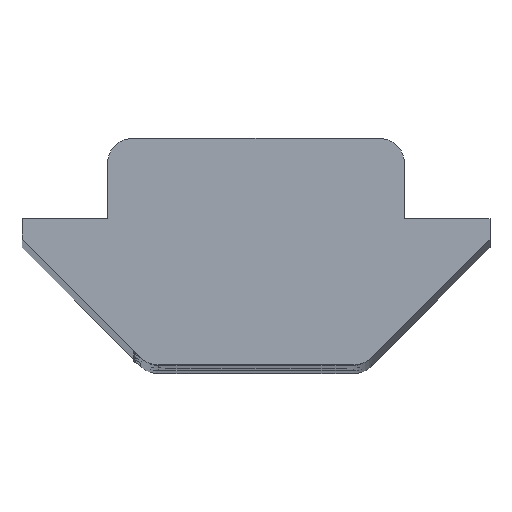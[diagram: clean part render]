
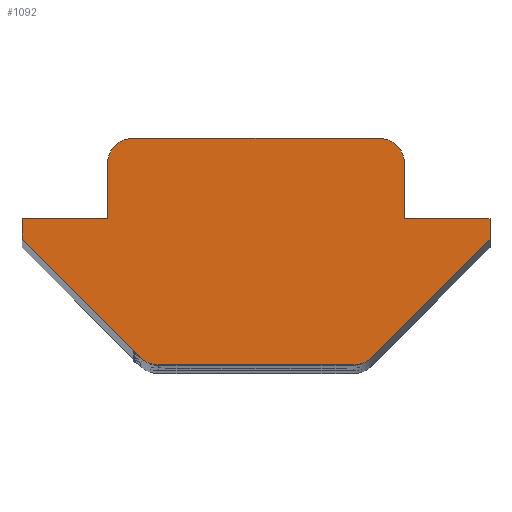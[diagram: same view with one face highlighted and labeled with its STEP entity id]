
A CAD part, top view. The second image highlights one B-rep face of the part: STEP entity #1092.
In plain terms, the highlighted planar face has unit normal (0, 0, 1).
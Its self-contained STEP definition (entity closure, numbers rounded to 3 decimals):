
#61 = ORIENTED_EDGE ( 'NONE', *, *, #9474, .T. ) ;
#105 = ORIENTED_EDGE ( 'NONE', *, *, #10988, .F. ) ;
#150 = VECTOR ( 'NONE', #8888, 1000. ) ;
#189 = CARTESIAN_POINT ( 'NONE',  ( 4.65, 0.65, 50. ) ) ;
#272 = ORIENTED_EDGE ( 'NONE', *, *, #14793, .F. ) ;
#355 = CARTESIAN_POINT ( 'NONE',  ( 0., -2.25, 50. ) ) ;
#475 = CIRCLE ( 'NONE', #15453, 0.5 ) ;
#494 = DIRECTION ( 'NONE',  ( 1., 0., 0. ) ) ;
#555 = CARTESIAN_POINT ( 'NONE',  ( -2.296, -2.104, 50. ) ) ;
#697 = CARTESIAN_POINT ( 'NONE',  ( 4.65, 0.25, 50. ) ) ;
#726 = VECTOR ( 'NONE', #7992, 1000. ) ;
#1092 = ADVANCED_FACE ( 'NONE', ( #9247 ), #9158, .T. ) ;
#1142 = CARTESIAN_POINT ( 'NONE',  ( -2.95, 0.65, 50. ) ) ;
#1144 = AXIS2_PLACEMENT_3D ( 'NONE', #13819, #10360, #3054 ) ;
#1217 = VERTEX_POINT ( 'NONE', #697 ) ;
#1269 = CARTESIAN_POINT ( 'NONE',  ( 2.296, -2.104, 50. ) ) ;
#1405 = VERTEX_POINT ( 'NONE', #7418 ) ;
#1519 = CARTESIAN_POINT ( 'NONE',  ( -4.65, 0.25, 50. ) ) ;
#1567 = CARTESIAN_POINT ( 'NONE',  ( -4.65, 0.65, 50. ) ) ;
#1809 = VECTOR ( 'NONE', #8642, 1000. ) ;
#1882 = EDGE_CURVE ( 'NONE', #2366, #12234, #3518, .T. ) ;
#2025 = CARTESIAN_POINT ( 'NONE',  ( 2.95, 0.65, 50. ) ) ;
#2297 = CARTESIAN_POINT ( 'NONE',  ( 4.65, 0.25, 50. ) ) ;
#2366 = VERTEX_POINT ( 'NONE', #8121 ) ;
#2606 = ORIENTED_EDGE ( 'NONE', *, *, #13026, .T. ) ;
#2691 = ORIENTED_EDGE ( 'NONE', *, *, #5733, .F. ) ;
#2774 = DIRECTION ( 'NONE',  ( 0., 0., 1. ) ) ;
#2891 = ORIENTED_EDGE ( 'NONE', *, *, #1882, .T. ) ;
#3040 = CARTESIAN_POINT ( 'NONE',  ( 0., 2.25, 50. ) ) ;
#3054 = DIRECTION ( 'NONE',  ( 0., 1., 0. ) ) ;
#3518 = LINE ( 'NONE', #355, #3920 ) ;
#3920 = VECTOR ( 'NONE', #494, 1000. ) ;
#3988 = CARTESIAN_POINT ( 'NONE',  ( 4.65, 0.65, 50. ) ) ;
#4080 = CARTESIAN_POINT ( 'NONE',  ( -2.45, 1.75, 50. ) ) ;
#4439 = B_SPLINE_CURVE_WITH_KNOTS ( 'NONE', 1,
 ( #13240, #12061 ),
 .UNSPECIFIED., .F., .F.,
 ( 2, 2 ),
 ( 0., 1. ),
 .UNSPECIFIED. ) ;
#4504 = CARTESIAN_POINT ( 'NONE',  ( 2.45, 1.75, 50. ) ) ;
#4610 = CARTESIAN_POINT ( 'NONE',  ( 2.95, 1.75, 50. ) ) ;
#4776 = VERTEX_POINT ( 'NONE', #1519 ) ;
#4938 = EDGE_CURVE ( 'NONE', #13338, #12621, #13612, .T. ) ;
#5172 = EDGE_CURVE ( 'NONE', #10222, #8346, #14989, .T. ) ;
#5219 = CIRCLE ( 'NONE', #9698, 0.5 ) ;
#5283 = CARTESIAN_POINT ( 'NONE',  ( -2.45, 2.25, 50. ) ) ;
#5317 = VERTEX_POINT ( 'NONE', #555 ) ;
#5320 = DIRECTION ( 'NONE',  ( -1., 0., 0. ) ) ;
#5447 = VERTEX_POINT ( 'NONE', #4610 ) ;
#5733 = EDGE_CURVE ( 'NONE', #2366, #5317, #5219, .T. ) ;
#5747 = DIRECTION ( 'NONE',  ( -1., 0., 0. ) ) ;
#5811 = B_SPLINE_CURVE_WITH_KNOTS ( 'NONE', 1,
 ( #13180, #2297 ),
 .UNSPECIFIED., .F., .F.,
 ( 2, 2 ),
 ( 0., 1. ),
 .UNSPECIFIED. ) ;
#5875 = EDGE_CURVE ( 'NONE', #5447, #10222, #4439, .T. ) ;
#5879 = AXIS2_PLACEMENT_3D ( 'NONE', #4504, #12866, #5747 ) ;
#6272 = EDGE_CURVE ( 'NONE', #12234, #9688, #14119, .T. ) ;
#6634 = ORIENTED_EDGE ( 'NONE', *, *, #14662, .T. ) ;
#6876 = CARTESIAN_POINT ( 'NONE',  ( 2.296, -2.104, 50. ) ) ;
#6888 = CARTESIAN_POINT ( 'NONE',  ( 1.943, -2.25, 50. ) ) ;
#6919 = CARTESIAN_POINT ( 'NONE',  ( -1.943, -1.75, 50. ) ) ;
#7062 = CIRCLE ( 'NONE', #5879, 0.5 ) ;
#7130 = ORIENTED_EDGE ( 'NONE', *, *, #6272, .T. ) ;
#7396 = ORIENTED_EDGE ( 'NONE', *, *, #5875, .F. ) ;
#7418 = CARTESIAN_POINT ( 'NONE',  ( -4.65, 0.65, 50. ) ) ;
#7765 = ORIENTED_EDGE ( 'NONE', *, *, #5172, .F. ) ;
#7992 = DIRECTION ( 'NONE',  ( -1., 0., 0. ) ) ;
#8013 = ORIENTED_EDGE ( 'NONE', *, *, #11473, .T. ) ;
#8121 = CARTESIAN_POINT ( 'NONE',  ( -1.943, -2.25, 50. ) ) ;
#8129 = DIRECTION ( 'NONE',  ( 0., -1., 0. ) ) ;
#8346 = VERTEX_POINT ( 'NONE', #189 ) ;
#8642 = DIRECTION ( 'NONE',  ( 0.707, 0.707, 0. ) ) ;
#8652 = CARTESIAN_POINT ( 'NONE',  ( -4.65, 0., 50. ) ) ;
#8743 = CARTESIAN_POINT ( 'NONE',  ( -2.296, -2.104, 50. ) ) ;
#8888 = DIRECTION ( 'NONE',  ( 0., -1., 0. ) ) ;
#9158 = PLANE ( 'NONE',  #1144 ) ;
#9247 = FACE_OUTER_BOUND ( 'NONE', #14030, .T. ) ;
#9279 = VERTEX_POINT ( 'NONE', #1142 ) ;
#9474 = EDGE_CURVE ( 'NONE', #14140, #9279, #15410, .T. ) ;
#9655 = ORIENTED_EDGE ( 'NONE', *, *, #14169, .F. ) ;
#9688 = VERTEX_POINT ( 'NONE', #6876 ) ;
#9698 = AXIS2_PLACEMENT_3D ( 'NONE', #6919, #15131, #8129 ) ;
#10097 = CARTESIAN_POINT ( 'NONE',  ( -2.95, 1.75, 50. ) ) ;
#10105 = CARTESIAN_POINT ( 'NONE',  ( 1.943, -1.75, 50. ) ) ;
#10222 = VERTEX_POINT ( 'NONE', #2025 ) ;
#10360 = DIRECTION ( 'NONE',  ( 0., 0., 1. ) ) ;
#10903 = DIRECTION ( 'NONE',  ( 0., -1., 0. ) ) ;
#10988 = EDGE_CURVE ( 'NONE', #5317, #4776, #11298, .T. ) ;
#11139 = CARTESIAN_POINT ( 'NONE',  ( -4.65, 0.25, 50. ) ) ;
#11218 = CARTESIAN_POINT ( 'NONE',  ( 2.95, 0.65, 50. ) ) ;
#11287 = DIRECTION ( 'NONE',  ( 1., 0., 0. ) ) ;
#11298 = B_SPLINE_CURVE_WITH_KNOTS ( 'NONE', 1,
 ( #8743, #11139 ),
 .UNSPECIFIED., .F., .F.,
 ( 2, 2 ),
 ( 0., 1. ),
 .UNSPECIFIED. ) ;
#11328 = CARTESIAN_POINT ( 'NONE',  ( -2.95, 0.65, 50. ) ) ;
#11473 = EDGE_CURVE ( 'NONE', #1405, #4776, #11591, .T. ) ;
#11591 = LINE ( 'NONE', #8652, #13947 ) ;
#12061 = CARTESIAN_POINT ( 'NONE',  ( 2.95, 0.65, 50. ) ) ;
#12234 = VERTEX_POINT ( 'NONE', #6888 ) ;
#12458 = DIRECTION ( 'NONE',  ( 0., 0., 1. ) ) ;
#12621 = VERTEX_POINT ( 'NONE', #5283 ) ;
#12866 = DIRECTION ( 'NONE',  ( 0., 0., 1. ) ) ;
#12901 = ORIENTED_EDGE ( 'NONE', *, *, #14841, .T. ) ;
#13012 = CARTESIAN_POINT ( 'NONE',  ( 2.45, 2.25, 50. ) ) ;
#13026 = EDGE_CURVE ( 'NONE', #12621, #14140, #475, .T. ) ;
#13180 = CARTESIAN_POINT ( 'NONE',  ( 4.65, 0.65, 50. ) ) ;
#13240 = CARTESIAN_POINT ( 'NONE',  ( 2.95, 1.75, 50. ) ) ;
#13338 = VERTEX_POINT ( 'NONE', #13012 ) ;
#13612 = LINE ( 'NONE', #3040, #726 ) ;
#13618 = B_SPLINE_CURVE_WITH_KNOTS ( 'NONE', 1,
 ( #1567, #11328 ),
 .UNSPECIFIED., .F., .F.,
 ( 2, 2 ),
 ( 0., 1. ),
 .UNSPECIFIED. ) ;
#13627 = AXIS2_PLACEMENT_3D ( 'NONE', #10105, #2774, #11287 ) ;
#13819 = CARTESIAN_POINT ( 'NONE',  ( 4.65, -2.25, 50. ) ) ;
#13947 = VECTOR ( 'NONE', #10903, 1000. ) ;
#14030 = EDGE_LOOP ( 'NONE', ( #9655, #8013, #105, #2691, #2891, #7130, #12901, #272, #7765, #7396, #6634, #14939, #2606, #61 ) ) ;
#14119 = CIRCLE ( 'NONE', #13627, 0.5 ) ;
#14140 = VERTEX_POINT ( 'NONE', #10097 ) ;
#14169 = EDGE_CURVE ( 'NONE', #1405, #9279, #13618, .T. ) ;
#14600 = LINE ( 'NONE', #1269, #1809 ) ;
#14662 = EDGE_CURVE ( 'NONE', #5447, #13338, #7062, .T. ) ;
#14793 = EDGE_CURVE ( 'NONE', #8346, #1217, #5811, .T. ) ;
#14841 = EDGE_CURVE ( 'NONE', #9688, #1217, #14600, .T. ) ;
#14843 = CARTESIAN_POINT ( 'NONE',  ( -2.95, 0., 50. ) ) ;
#14939 = ORIENTED_EDGE ( 'NONE', *, *, #4938, .T. ) ;
#14989 = B_SPLINE_CURVE_WITH_KNOTS ( 'NONE', 1,
 ( #11218, #3988 ),
 .UNSPECIFIED., .F., .F.,
 ( 2, 2 ),
 ( 0., 1. ),
 .UNSPECIFIED. ) ;
#15131 = DIRECTION ( 'NONE',  ( 0., 0., -1. ) ) ;
#15410 = LINE ( 'NONE', #14843, #150 ) ;
#15453 = AXIS2_PLACEMENT_3D ( 'NONE', #4080, #12458, #5320 ) ;
